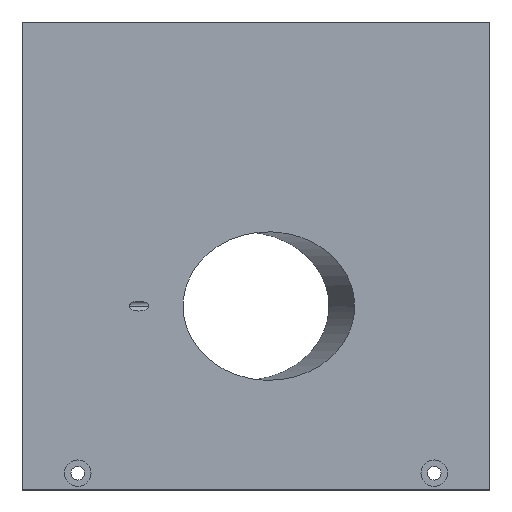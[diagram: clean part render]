
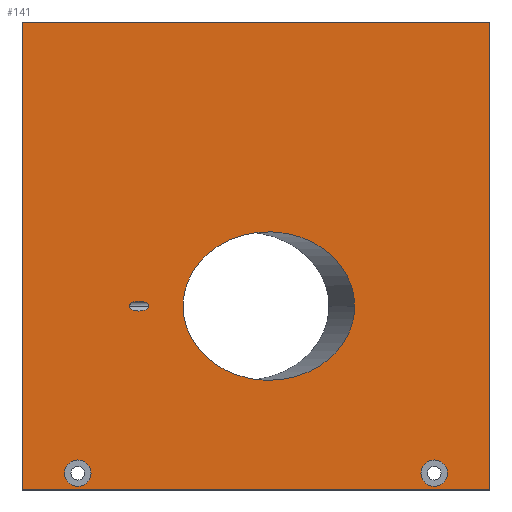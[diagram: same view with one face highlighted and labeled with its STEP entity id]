
A CAD part, top view. The second image highlights one B-rep face of the part: STEP entity #141.
In plain terms, the highlighted planar face has unit normal (0, 0, 1).
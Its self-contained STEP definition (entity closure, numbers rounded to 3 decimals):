
#1 = EDGE_CURVE ( 'NONE', #360, #6, #1140, .T. ) ;
#2 = FACE_BOUND ( 'NONE', #729, .T. ) ;
#4 = VERTEX_POINT ( 'NONE', #456 ) ;
#6 = VERTEX_POINT ( 'NONE', #1046 ) ;
#12 = VERTEX_POINT ( 'NONE', #562 ) ;
#25 = CARTESIAN_POINT ( 'NONE',  ( 34.381, -39., 8. ) ) ;
#47 = ORIENTED_EDGE ( 'NONE', *, *, #854, .F. ) ;
#49 = VERTEX_POINT ( 'NONE', #765 ) ;
#54 = CARTESIAN_POINT ( 'NONE',  ( -13.089, -9., 8. ) ) ;
#68 = VECTOR ( 'NONE', #803, 1000. ) ;
#69 = EDGE_CURVE ( 'NONE', #49, #961, #557, .T. ) ;
#70 = ORIENTED_EDGE ( 'NONE', *, *, #222, .T. ) ;
#78 = VERTEX_POINT ( 'NONE', #596 ) ;
#79 = CARTESIAN_POINT ( 'NONE',  ( -22.778, -7.222, 8. ) ) ;
#102 = FACE_BOUND ( 'NONE', #397, .T. ) ;
#120 = CARTESIAN_POINT ( 'NONE',  ( -22.778, -9., 8. ) ) ;
#134 = DIRECTION ( 'NONE',  ( 1., 0., 0. ) ) ;
#138 =( BOUNDED_CURVE ( )  B_SPLINE_CURVE ( 3, ( #463, #643, #154, #54 ),
 .UNSPECIFIED., .F., .F. ) 
 B_SPLINE_CURVE_WITH_KNOTS ( ( 4, 4 ),
 ( 0., 3.142 ),
 .UNSPECIFIED. ) 
 CURVE ( )  GEOMETRIC_REPRESENTATION_ITEM ( )  RATIONAL_B_SPLINE_CURVE ( ( 1., 0.333, 0.333, 1. ) ) 
 REPRESENTATION_ITEM ( '' )  );
#141 = ADVANCED_FACE ( 'NONE', ( #102, #488, #2, #395, #390 ), #882, .T. ) ;
#147 = EDGE_CURVE ( 'NONE', #4, #12, #864, .T. ) ;
#149 = ORIENTED_EDGE ( 'NONE', *, *, #69, .F. ) ;
#153 = AXIS2_PLACEMENT_3D ( 'NONE', #253, #1129, #1022 ) ;
#154 = CARTESIAN_POINT ( 'NONE',  ( -13.089, 17.67, 8. ) ) ;
#168 = VECTOR ( 'NONE', #702, 1000. ) ;
#212 = EDGE_CURVE ( 'NONE', #12, #4, #1032, .T. ) ;
#214 = CARTESIAN_POINT ( 'NONE',  ( 17.707, -35.67, 8. ) ) ;
#222 = EDGE_CURVE ( 'NONE', #6, #302, #1186, .T. ) ;
#245 = EDGE_CURVE ( 'NONE', #78, #1021, #482, .T. ) ;
#253 = CARTESIAN_POINT ( 'NONE',  ( 32., -39., 8. ) ) ;
#258 = CARTESIAN_POINT ( 'NONE',  ( -22.778, -9., 8. ) ) ;
#270 = VECTOR ( 'NONE', #393, 1000. ) ;
#278 = CARTESIAN_POINT ( 'NONE',  ( -19.222, -9., 8. ) ) ;
#302 = VERTEX_POINT ( 'NONE', #927 ) ;
#304 = CARTESIAN_POINT ( 'NONE',  ( -32., -39., 8. ) ) ;
#308 = VECTOR ( 'NONE', #1232, 1000. ) ;
#315 = CARTESIAN_POINT ( 'NONE',  ( -42., 42., 8. ) ) ;
#330 = CARTESIAN_POINT ( 'NONE',  ( -19.222, -10.778, 8. ) ) ;
#346 = EDGE_LOOP ( 'NONE', ( #47, #1126 ) ) ;
#360 = VERTEX_POINT ( 'NONE', #1048 ) ;
#367 = CARTESIAN_POINT ( 'NONE',  ( -19.222, -9., 8. ) ) ;
#386 = AXIS2_PLACEMENT_3D ( 'NONE', #304, #684, #1059 ) ;
#390 = FACE_OUTER_BOUND ( 'NONE', #773, .T. ) ;
#393 = DIRECTION ( 'NONE',  ( 0., 1., 0. ) ) ;
#395 = FACE_BOUND ( 'NONE', #346, .T. ) ;
#397 = EDGE_LOOP ( 'NONE', ( #503, #149 ) ) ;
#456 = CARTESIAN_POINT ( 'NONE',  ( -34.381, -39., 8. ) ) ;
#463 = CARTESIAN_POINT ( 'NONE',  ( 17.707, -9., 8. ) ) ;
#468 = CARTESIAN_POINT ( 'NONE',  ( -42., 42., 8. ) ) ;
#474 = DIRECTION ( 'NONE',  ( 0., 0., 1. ) ) ;
#477 =( BOUNDED_CURVE ( )  B_SPLINE_CURVE ( 3, ( #120, #1196, #330, #531 ),
 .UNSPECIFIED., .F., .F. ) 
 B_SPLINE_CURVE_WITH_KNOTS ( ( 4, 4 ),
 ( 0., 3.142 ),
 .UNSPECIFIED. ) 
 CURVE ( )  GEOMETRIC_REPRESENTATION_ITEM ( )  RATIONAL_B_SPLINE_CURVE ( ( 1., 0.333, 0.333, 1. ) ) 
 REPRESENTATION_ITEM ( '' )  );
#482 = CIRCLE ( 'NONE', #745, 2.381 ) ;
#488 = FACE_BOUND ( 'NONE', #549, .T. ) ;
#495 = CARTESIAN_POINT ( 'NONE',  ( -13.089, -35.67, 8. ) ) ;
#503 = ORIENTED_EDGE ( 'NONE', *, *, #1224, .F. ) ;
#521 = CARTESIAN_POINT ( 'NONE',  ( -32., -39., 8. ) ) ;
#531 = CARTESIAN_POINT ( 'NONE',  ( -19.222, -9., 8. ) ) ;
#534 = CIRCLE ( 'NONE', #153, 2.381 ) ;
#549 = EDGE_LOOP ( 'NONE', ( #787, #986 ) ) ;
#557 =( BOUNDED_CURVE ( )  B_SPLINE_CURVE ( 3, ( #692, #495, #214, #890 ),
 .UNSPECIFIED., .F., .F. ) 
 B_SPLINE_CURVE_WITH_KNOTS ( ( 4, 4 ),
 ( 3.142, 6.283 ),
 .UNSPECIFIED. ) 
 CURVE ( )  GEOMETRIC_REPRESENTATION_ITEM ( )  RATIONAL_B_SPLINE_CURVE ( ( 1., 0.333, 0.333, 1. ) ) 
 REPRESENTATION_ITEM ( '' )  );
#561 = CARTESIAN_POINT ( 'NONE',  ( 32., -39., 8. ) ) ;
#562 = CARTESIAN_POINT ( 'NONE',  ( -29.619, -39., 8. ) ) ;
#596 = CARTESIAN_POINT ( 'NONE',  ( 29.619, -39., 8. ) ) ;
#608 =( BOUNDED_CURVE ( )  B_SPLINE_CURVE ( 3, ( #278, #748, #79, #258 ),
 .UNSPECIFIED., .F., .F. ) 
 B_SPLINE_CURVE_WITH_KNOTS ( ( 4, 4 ),
 ( 3.142, 6.283 ),
 .UNSPECIFIED. ) 
 CURVE ( )  GEOMETRIC_REPRESENTATION_ITEM ( )  RATIONAL_B_SPLINE_CURVE ( ( 1., 0.333, 0.333, 1. ) ) 
 REPRESENTATION_ITEM ( '' )  );
#643 = CARTESIAN_POINT ( 'NONE',  ( 17.707, 17.67, 8. ) ) ;
#664 = DIRECTION ( 'NONE',  ( 1., 0., 0. ) ) ;
#684 = DIRECTION ( 'NONE',  ( 0., 0., 1. ) ) ;
#692 = CARTESIAN_POINT ( 'NONE',  ( -13.089, -9., 8. ) ) ;
#702 = DIRECTION ( 'NONE',  ( -1., 0., 0. ) ) ;
#712 = EDGE_CURVE ( 'NONE', #302, #1119, #769, .T. ) ;
#724 = ORIENTED_EDGE ( 'NONE', *, *, #212, .F. ) ;
#729 = EDGE_LOOP ( 'NONE', ( #724, #775 ) ) ;
#745 = AXIS2_PLACEMENT_3D ( 'NONE', #561, #474, #664 ) ;
#748 = CARTESIAN_POINT ( 'NONE',  ( -19.222, -7.222, 8. ) ) ;
#760 = CARTESIAN_POINT ( 'NONE',  ( 42., 42., 8. ) ) ;
#765 = CARTESIAN_POINT ( 'NONE',  ( -13.089, -9., 8. ) ) ;
#769 = LINE ( 'NONE', #760, #270 ) ;
#770 = EDGE_CURVE ( 'NONE', #1119, #360, #1001, .T. ) ;
#771 = CARTESIAN_POINT ( 'NONE',  ( 0., 0., 8. ) ) ;
#773 = EDGE_LOOP ( 'NONE', ( #1201, #924, #823, #70 ) ) ;
#775 = ORIENTED_EDGE ( 'NONE', *, *, #147, .F. ) ;
#776 = DIRECTION ( 'NONE',  ( 1., 0., 0. ) ) ;
#787 = ORIENTED_EDGE ( 'NONE', *, *, #819, .F. ) ;
#803 = DIRECTION ( 'NONE',  ( 1., 0., 0. ) ) ;
#819 = EDGE_CURVE ( 'NONE', #1241, #1160, #608, .T. ) ;
#823 = ORIENTED_EDGE ( 'NONE', *, *, #1, .T. ) ;
#854 = EDGE_CURVE ( 'NONE', #1021, #78, #534, .T. ) ;
#864 = CIRCLE ( 'NONE', #386, 2.381 ) ;
#882 = PLANE ( 'NONE',  #1083 ) ;
#890 = CARTESIAN_POINT ( 'NONE',  ( 17.707, -9., 8. ) ) ;
#896 = DIRECTION ( 'NONE',  ( 0., 0., 1. ) ) ;
#898 = CARTESIAN_POINT ( 'NONE',  ( -22.778, -9., 8. ) ) ;
#924 = ORIENTED_EDGE ( 'NONE', *, *, #770, .T. ) ;
#927 = CARTESIAN_POINT ( 'NONE',  ( 42., -42., 8. ) ) ;
#961 = VERTEX_POINT ( 'NONE', #963 ) ;
#963 = CARTESIAN_POINT ( 'NONE',  ( 17.707, -9., 8. ) ) ;
#986 = ORIENTED_EDGE ( 'NONE', *, *, #1103, .F. ) ;
#1001 = LINE ( 'NONE', #315, #168 ) ;
#1021 = VERTEX_POINT ( 'NONE', #25 ) ;
#1022 = DIRECTION ( 'NONE',  ( 1., 0., 0. ) ) ;
#1032 = CIRCLE ( 'NONE', #1231, 2.381 ) ;
#1046 = CARTESIAN_POINT ( 'NONE',  ( -42., -42., 8. ) ) ;
#1048 = CARTESIAN_POINT ( 'NONE',  ( -42., 42., 8. ) ) ;
#1059 = DIRECTION ( 'NONE',  ( 1., 0., 0. ) ) ;
#1083 = AXIS2_PLACEMENT_3D ( 'NONE', #771, #1157, #776 ) ;
#1088 = CARTESIAN_POINT ( 'NONE',  ( -42., -42., 8. ) ) ;
#1103 = EDGE_CURVE ( 'NONE', #1160, #1241, #477, .T. ) ;
#1119 = VERTEX_POINT ( 'NONE', #1176 ) ;
#1126 = ORIENTED_EDGE ( 'NONE', *, *, #245, .F. ) ;
#1129 = DIRECTION ( 'NONE',  ( 0., 0., 1. ) ) ;
#1140 = LINE ( 'NONE', #468, #308 ) ;
#1157 = DIRECTION ( 'NONE',  ( 0., 0., 1. ) ) ;
#1160 = VERTEX_POINT ( 'NONE', #898 ) ;
#1176 = CARTESIAN_POINT ( 'NONE',  ( 42., 42., 8. ) ) ;
#1186 = LINE ( 'NONE', #1088, #68 ) ;
#1196 = CARTESIAN_POINT ( 'NONE',  ( -22.778, -10.778, 8. ) ) ;
#1201 = ORIENTED_EDGE ( 'NONE', *, *, #712, .T. ) ;
#1224 = EDGE_CURVE ( 'NONE', #961, #49, #138, .T. ) ;
#1231 = AXIS2_PLACEMENT_3D ( 'NONE', #521, #896, #134 ) ;
#1232 = DIRECTION ( 'NONE',  ( 0., -1., 0. ) ) ;
#1241 = VERTEX_POINT ( 'NONE', #367 ) ;
